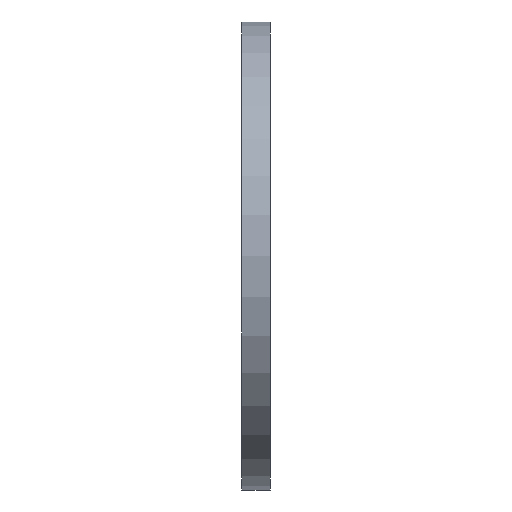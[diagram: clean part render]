
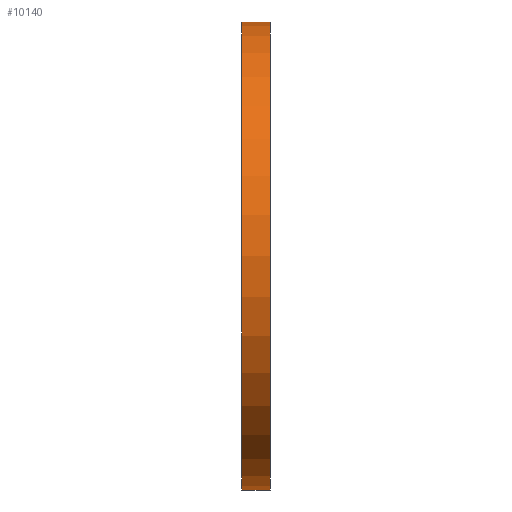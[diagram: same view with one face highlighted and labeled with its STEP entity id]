
A CAD part, left-side view. The second image highlights one B-rep face of the part: STEP entity #10140.
In plain terms, the highlighted cylindrical face has radius 50 mm (diameter 100 mm), a partial arc.
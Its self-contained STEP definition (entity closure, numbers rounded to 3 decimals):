
#480 = EDGE_CURVE ( 'NONE', #10491, #976, #3858, .T. ) ;
#521 = EDGE_CURVE ( 'NONE', #2244, #10491, #7910, .T. ) ;
#526 = DIRECTION ( 'NONE',  ( 0., -1., 0. ) ) ;
#713 = CARTESIAN_POINT ( 'NONE',  ( 0., 6., 0. ) ) ;
#947 = VECTOR ( 'NONE', #6720, 1000. ) ;
#976 = VERTEX_POINT ( 'NONE', #5963 ) ;
#1815 = CARTESIAN_POINT ( 'NONE',  ( 0., 6., 50. ) ) ;
#2244 = VERTEX_POINT ( 'NONE', #9906 ) ;
#2301 = ORIENTED_EDGE ( 'NONE', *, *, #480, .F. ) ;
#2487 = EDGE_LOOP ( 'NONE', ( #2301, #12472, #9492, #5907 ) ) ;
#2489 = CARTESIAN_POINT ( 'NONE',  ( 0., 6., 0. ) ) ;
#2673 = DIRECTION ( 'NONE',  ( 0., 0., 1. ) ) ;
#2923 = VERTEX_POINT ( 'NONE', #11303 ) ;
#3858 = LINE ( 'NONE', #1815, #947 ) ;
#5266 = DIRECTION ( 'NONE',  ( 0., 0., 1. ) ) ;
#5881 = CARTESIAN_POINT ( 'NONE',  ( 0., 0., 0. ) ) ;
#5907 = ORIENTED_EDGE ( 'NONE', *, *, #10927, .T. ) ;
#5963 = CARTESIAN_POINT ( 'NONE',  ( 0., 0., 50. ) ) ;
#6661 = VECTOR ( 'NONE', #12680, 1000. ) ;
#6678 = DIRECTION ( 'NONE',  ( 0., 1., 0. ) ) ;
#6720 = DIRECTION ( 'NONE',  ( 0., -1., 0. ) ) ;
#6746 = CARTESIAN_POINT ( 'NONE',  ( 0., 6., -50. ) ) ;
#7214 = AXIS2_PLACEMENT_3D ( 'NONE', #713, #6678, #2673 ) ;
#7833 = EDGE_CURVE ( 'NONE', #2244, #2923, #10562, .T. ) ;
#7896 = DIRECTION ( 'NONE',  ( 0., 1., 0. ) ) ;
#7910 = CIRCLE ( 'NONE', #7214, 50. ) ;
#8446 = AXIS2_PLACEMENT_3D ( 'NONE', #2489, #526, #9392 ) ;
#9392 = DIRECTION ( 'NONE',  ( 0., 0., -1. ) ) ;
#9492 = ORIENTED_EDGE ( 'NONE', *, *, #7833, .T. ) ;
#9906 = CARTESIAN_POINT ( 'NONE',  ( 0., 6., -50. ) ) ;
#9942 = AXIS2_PLACEMENT_3D ( 'NONE', #5881, #7896, #5266 ) ;
#10140 = ADVANCED_FACE ( 'NONE', ( #12077 ), #10843, .T. ) ;
#10491 = VERTEX_POINT ( 'NONE', #10853 ) ;
#10562 = LINE ( 'NONE', #6746, #6661 ) ;
#10843 = CYLINDRICAL_SURFACE ( 'NONE', #8446, 50. ) ;
#10853 = CARTESIAN_POINT ( 'NONE',  ( 0., 6., 50. ) ) ;
#10927 = EDGE_CURVE ( 'NONE', #2923, #976, #10980, .T. ) ;
#10980 = CIRCLE ( 'NONE', #9942, 50. ) ;
#11303 = CARTESIAN_POINT ( 'NONE',  ( 0., 0., -50. ) ) ;
#12077 = FACE_OUTER_BOUND ( 'NONE', #2487, .T. ) ;
#12472 = ORIENTED_EDGE ( 'NONE', *, *, #521, .F. ) ;
#12680 = DIRECTION ( 'NONE',  ( 0., -1., 0. ) ) ;
